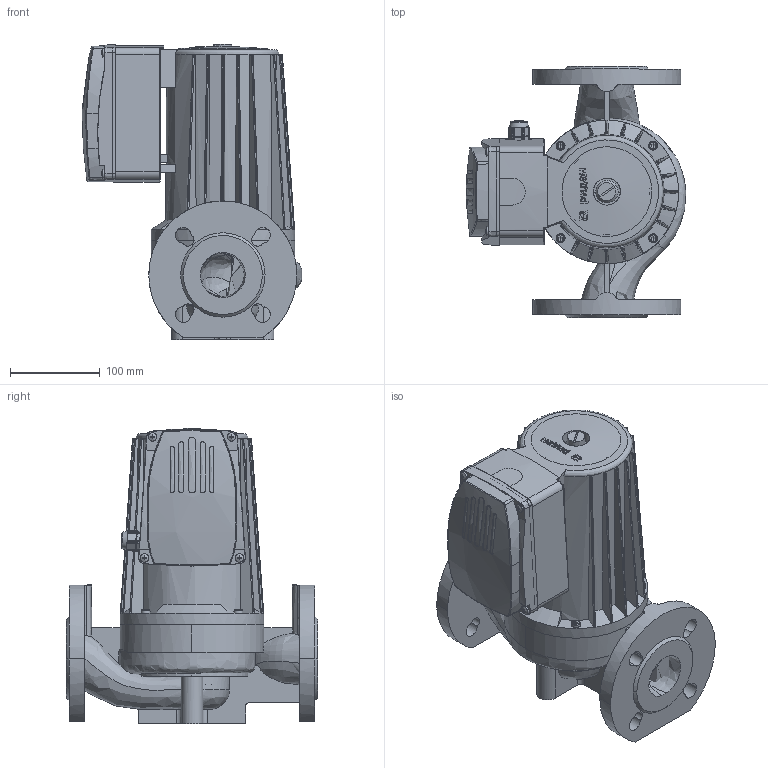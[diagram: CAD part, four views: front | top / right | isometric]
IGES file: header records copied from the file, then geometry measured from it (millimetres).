
Global section: file name: 015P1026 (RWS 50-200FT); native system: AutoCAD 2021 — Русский (Russian),62HAutod; preprocessor: esk Translation Framework DWG producer (atf_dwg_producer); organization: unknown; date: 20230326.172643; units: millimetre
Bounding box: 244.79 x 280 x 329 mm (x, y, z)
Volume: 2081068.9 mm3; surface area: 733432 mm2
Topology: 22 solids, 24 shells, 1360 faces, 3765 edges, 2496 vertices
Faces by surface type: bspline 1358, revolution 2
